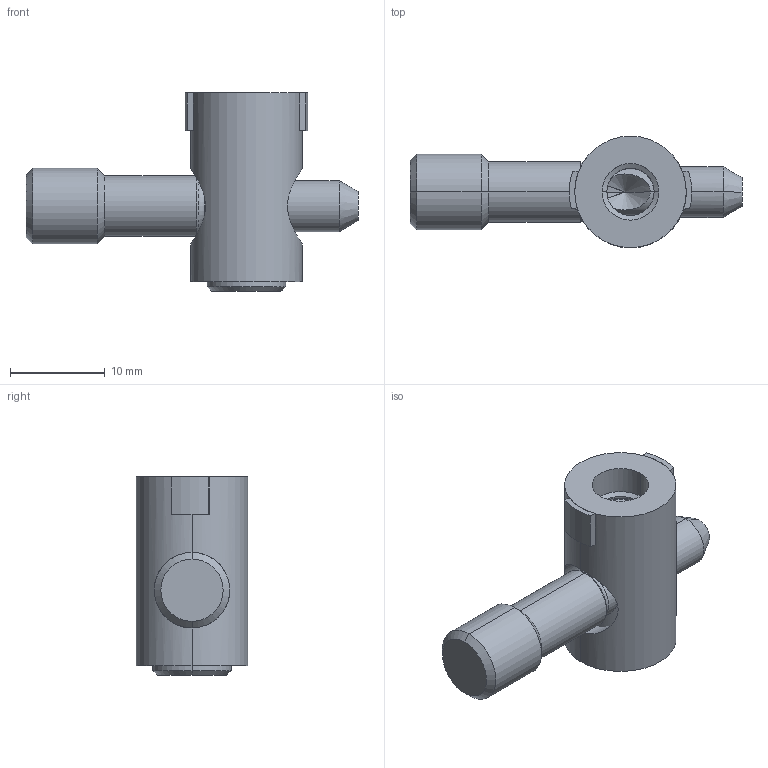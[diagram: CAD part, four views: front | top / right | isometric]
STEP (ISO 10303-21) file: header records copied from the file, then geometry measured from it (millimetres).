
FILE_DESCRIPTION (( 'STEP AP214' ), '1' );
FILE_NAME ('FIXE08H1418-Fixation centrale double 8 30.step', '2023-03-24T10:08:17', ( 'Altae' ), ( '' ), 'SwSTEP 2.0', 'SolidWorks 2021', '' );
FILE_SCHEMA (( 'AUTOMOTIVE_DESIGN' ));
Length unit declared in the file: millimetre
Products named in the file (1): FIXE08H1418-Fixation centrale double 8 30
Bounding box: 35.13 x 11.8 x 21 mm (x, y, z)
Volume: 2999.4 mm3; surface area: 2916.8 mm2
Topology: 5 solids, 5 shells, 135 faces, 325 edges, 193 vertices
Faces by surface type: cylinder 61, cone 48, plane 24, torus 2
Entity records: 4433 total; most frequent: CARTESIAN_POINT 1276, DIRECTION 655, ORIENTED_EDGE 646, EDGE_CURVE 323, AXIS2_PLACEMENT_3D 264, VERTEX_POINT 193, EDGE_LOOP 140, FACE_OUTER_BOUND 135
